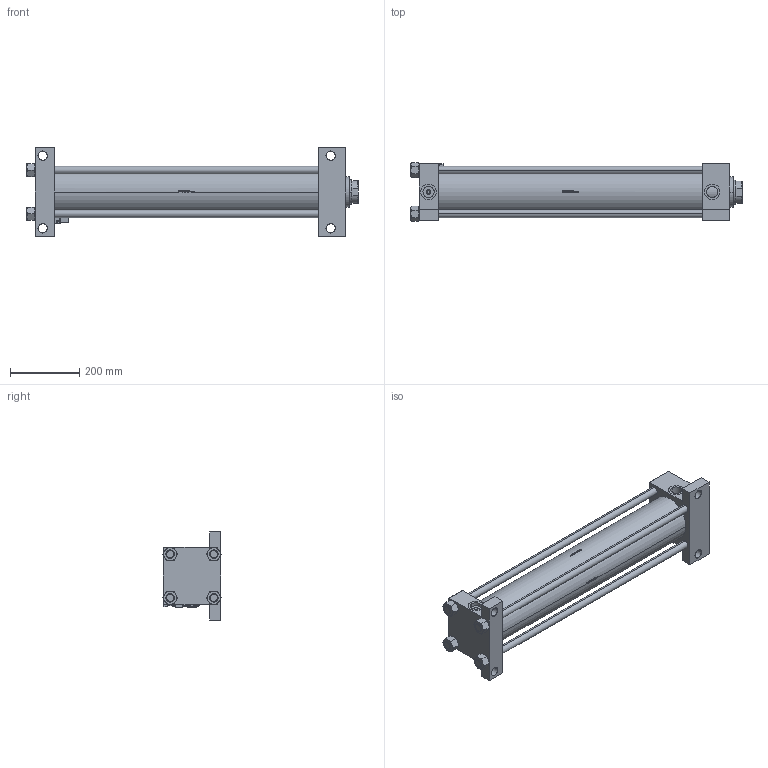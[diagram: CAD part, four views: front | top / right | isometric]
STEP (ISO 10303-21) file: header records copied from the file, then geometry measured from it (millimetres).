
FILE_DESCRIPTION (( 'STEP AP203' ), '1' );
FILE_NAME ('717e.STEP', '2023-01-17T17:10:26', ( '' ), ( '' ), 'SwSTEP 2.0', 'SolidWorks 2019', '' );
FILE_SCHEMA (( 'CONFIG_CONTROL_DESIGN' ));
Length unit declared in the file: millimetre
Products named in the file (8): 717e; V215CR_VCP_G 67581ff92daa4204731e94e358f87bd7; NUT_M5_G 67581ff92daa4204731e94e358f87bd7; V215CR_G_Body 67581ff92daa4204731e94e358f87bd7; V215CR_MSU 67581ff92daa4204731e94e358f87bd7; V215_VC_A 67581ff92daa4204731e94e358f87bd7; V215CR_G_TYCINKA 67581ff92daa4204731e94e358f87bd7; Zatka_pro_OIL_PORT 67581ff92daa4204731e94e358f87bd7
Assembly tree (15 placements, depth 2):
  717e
    V215CR_G_Body 67581ff92daa4204731e94e358f87bd7
    V215CR_VCP_G 67581ff92daa4204731e94e358f87bd7
    V215CR_G_TYCINKA 67581ff92daa4204731e94e358f87bd7  x4
    NUT_M5_G 67581ff92daa4204731e94e358f87bd7  x4
    V215_VC_A 67581ff92daa4204731e94e358f87bd7
    V215CR_MSU 67581ff92daa4204731e94e358f87bd7  x2
    Zatka_pro_OIL_PORT 67581ff92daa4204731e94e358f87bd7  x2
Bounding box: 958 x 169.14 x 254 mm (x, y, z)
Volume: 9447256.1 mm3; surface area: 1452552.5 mm2
Topology: 15 solids, 15 shells, 1385 faces, 3488 edges, 2205 vertices
Faces by surface type: plane 583, bspline 380, cylinder 192, cone 186, sphere 24, torus 20
Entity records: 52295 total; most frequent: CARTESIAN_POINT 27155, ORIENTED_EDGE 5666, DIRECTION 3749, EDGE_CURVE 2833, VERTEX_POINT 1829, VECTOR 1447, LINE 1447, EDGE_LOOP 1224
